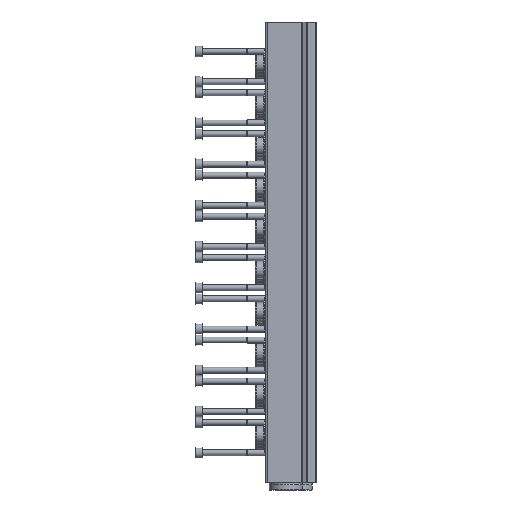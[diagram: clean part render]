
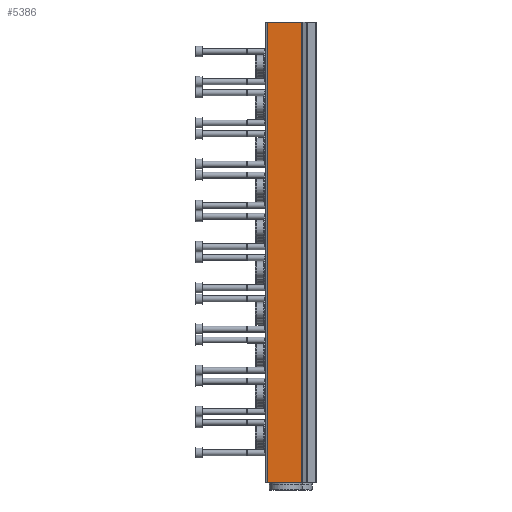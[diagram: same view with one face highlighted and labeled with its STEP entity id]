
A CAD part, left-side view. The second image highlights one B-rep face of the part: STEP entity #5386.
In plain terms, the highlighted planar face has unit normal (-1, 0, 0).
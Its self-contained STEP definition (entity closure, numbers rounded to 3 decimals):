
#270=PLANE('',#5802);
#846=ORIENTED_EDGE('',*,*,#2208,.F.);
#847=ORIENTED_EDGE('',*,*,#2207,.F.);
#848=ORIENTED_EDGE('',*,*,#2209,.T.);
#849=ORIENTED_EDGE('',*,*,#2210,.T.);
#2207=EDGE_CURVE('',#2888,#2886,#3390,.T.);
#2208=EDGE_CURVE('',#2886,#2889,#3391,.T.);
#2209=EDGE_CURVE('',#2888,#2890,#3392,.T.);
#2210=EDGE_CURVE('',#2890,#2889,#3393,.T.);
#2886=VERTEX_POINT('',#8933);
#2888=VERTEX_POINT('',#8937);
#2889=VERTEX_POINT('',#8941);
#2890=VERTEX_POINT('',#8943);
#3390=LINE('',#8938,#3694);
#3391=LINE('',#8940,#3695);
#3392=LINE('',#8942,#3696);
#3393=LINE('',#8944,#3697);
#3694=VECTOR('',#6563,1000.);
#3695=VECTOR('',#6566,1000.);
#3696=VECTOR('',#6567,1000.);
#3697=VECTOR('',#6568,1000.);
#4014=EDGE_LOOP('',(#846,#847,#848,#849));
#4639=FACE_BOUND('',#4014,.T.);
#5386=ADVANCED_FACE('',(#4639),#270,.T.);
#5802=AXIS2_PLACEMENT_3D('',#8939,#6564,#6565);
#6563=DIRECTION('',(0.,0.,1.));
#6564=DIRECTION('',(-1.,0.,0.));
#6565=DIRECTION('',(0.,0.,1.));
#6566=DIRECTION('',(0.,-1.,0.));
#6567=DIRECTION('',(0.,-1.,0.));
#6568=DIRECTION('',(0.,0.,1.));
#8933=CARTESIAN_POINT('',(-40.25,33.,0.));
#8937=CARTESIAN_POINT('',(-40.25,33.,-307.));
#8938=CARTESIAN_POINT('',(-40.25,33.,-307.));
#8939=CARTESIAN_POINT('',(-40.25,33.,-307.));
#8940=CARTESIAN_POINT('',(-40.25,33.,0.));
#8941=CARTESIAN_POINT('',(-40.25,9.853,0.));
#8942=CARTESIAN_POINT('',(-40.25,33.,-307.));
#8943=CARTESIAN_POINT('',(-40.25,9.853,-307.));
#8944=CARTESIAN_POINT('',(-40.25,9.853,-307.));
